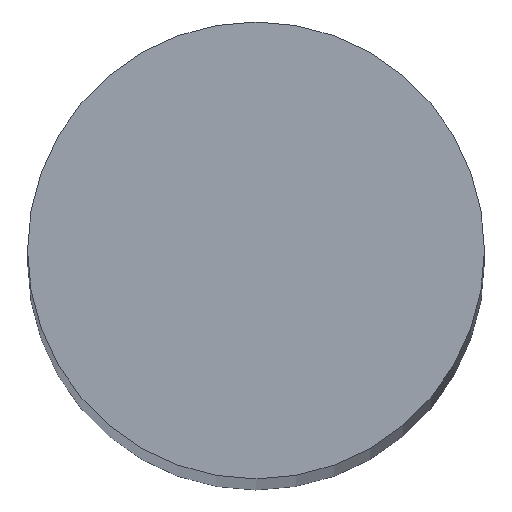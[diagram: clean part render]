
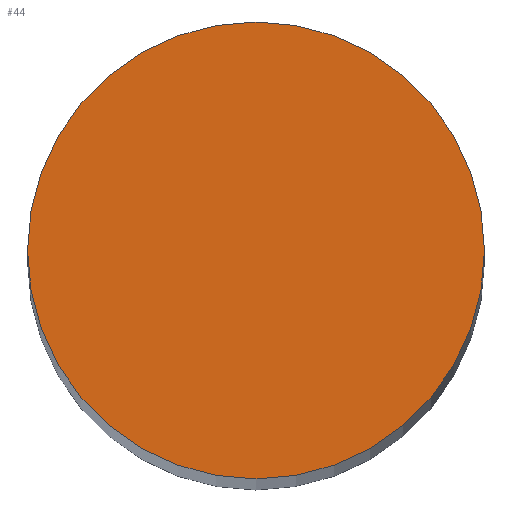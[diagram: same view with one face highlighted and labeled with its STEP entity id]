
A CAD part, top view. The second image highlights one B-rep face of the part: STEP entity #44.
In plain terms, the highlighted planar face has unit normal (0, 0, 1).
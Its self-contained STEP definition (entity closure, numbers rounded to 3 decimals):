
#2 = EDGE_CURVE ( 'NONE', #120, #71, #112, .T. ) ;
#3 = ORIENTED_EDGE ( 'NONE', *, *, #110, .T. ) ;
#6 = ORIENTED_EDGE ( 'NONE', *, *, #2, .T. ) ;
#25 = DIRECTION ( 'NONE',  ( 1., 0., 0. ) ) ;
#31 = AXIS2_PLACEMENT_3D ( 'NONE', #35, #42, #104 ) ;
#35 = CARTESIAN_POINT ( 'NONE',  ( 0., 0., 148. ) ) ;
#42 = DIRECTION ( 'NONE',  ( 0., 0., 1. ) ) ;
#43 = CARTESIAN_POINT ( 'NONE',  ( -6.667, 0., 148. ) ) ;
#44 = ADVANCED_FACE ( 'NONE', ( #76 ), #113, .T. ) ;
#48 = AXIS2_PLACEMENT_3D ( 'NONE', #66, #90, #52 ) ;
#51 = CARTESIAN_POINT ( 'NONE',  ( 6.667, 0., 148. ) ) ;
#52 = DIRECTION ( 'NONE',  ( 1., 0., 0. ) ) ;
#53 = CIRCLE ( 'NONE', #48, 6.667 ) ;
#60 = AXIS2_PLACEMENT_3D ( 'NONE', #72, #103, #25 ) ;
#66 = CARTESIAN_POINT ( 'NONE',  ( 0., 0., 148. ) ) ;
#71 = VERTEX_POINT ( 'NONE', #51 ) ;
#72 = CARTESIAN_POINT ( 'NONE',  ( 0., 0., 148. ) ) ;
#76 = FACE_OUTER_BOUND ( 'NONE', #108, .T. ) ;
#90 = DIRECTION ( 'NONE',  ( 0., 0., 1. ) ) ;
#103 = DIRECTION ( 'NONE',  ( 0., 0., 1. ) ) ;
#104 = DIRECTION ( 'NONE',  ( 1., 0., 0. ) ) ;
#108 = EDGE_LOOP ( 'NONE', ( #6, #3 ) ) ;
#110 = EDGE_CURVE ( 'NONE', #71, #120, #53, .T. ) ;
#112 = CIRCLE ( 'NONE', #60, 6.667 ) ;
#113 = PLANE ( 'NONE',  #31 ) ;
#120 = VERTEX_POINT ( 'NONE', #43 ) ;
